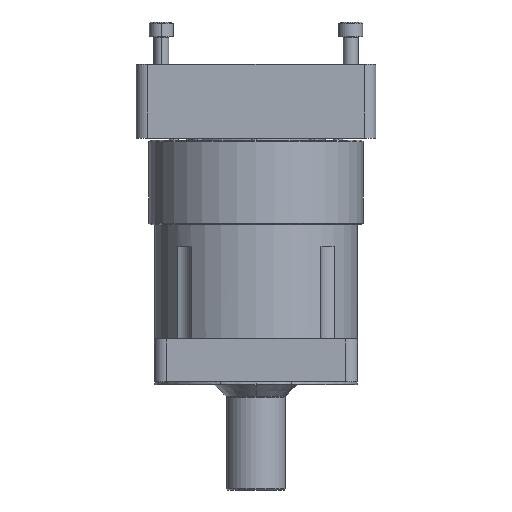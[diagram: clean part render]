
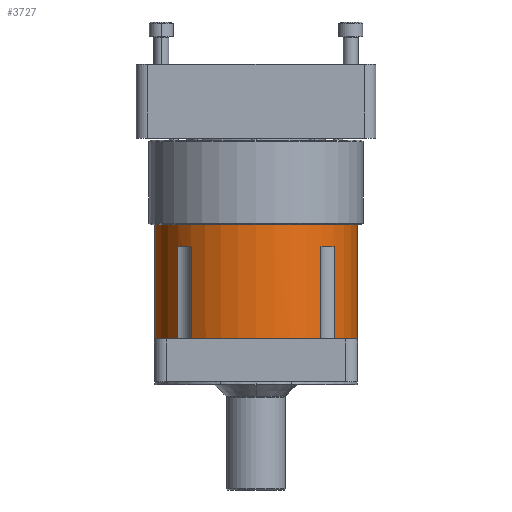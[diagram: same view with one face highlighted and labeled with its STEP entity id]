
A CAD part, front view. The second image highlights one B-rep face of the part: STEP entity #3727.
In plain terms, the highlighted cylindrical face has radius 54.997 mm (diameter 109.995 mm), a partial arc.
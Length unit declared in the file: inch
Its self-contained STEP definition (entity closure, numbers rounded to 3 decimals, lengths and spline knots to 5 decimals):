
#68 = DIRECTION ( 'NONE',  ( 0., 0., 1. ) ) ;
#102 = CARTESIAN_POINT ( 'NONE',  ( 2.16525, 0., 0.9169 ) ) ;
#128 = EDGE_CURVE ( 'NONE', #25009, #8763, #5376, .T. ) ;
#371 = VERTEX_POINT ( 'NONE', #27817 ) ;
#513 = ORIENTED_EDGE ( 'NONE', *, *, #13202, .T. ) ;
#518 = VECTOR ( 'NONE', #21071, 39.37008 ) ;
#619 = LINE ( 'NONE', #991, #2000 ) ;
#982 = EDGE_CURVE ( 'NONE', #27279, #12362, #23567, .T. ) ;
#991 = CARTESIAN_POINT ( 'NONE',  ( -2.16525, 0., 0.9169 ) ) ;
#1040 = CARTESIAN_POINT ( 'NONE',  ( 0., 0., 0.9169 ) ) ;
#1483 = AXIS2_PLACEMENT_3D ( 'NONE', #23839, #31987, #12228 ) ;
#2000 = VECTOR ( 'NONE', #32920, 39.37008 ) ;
#2462 = ORIENTED_EDGE ( 'NONE', *, *, #2998, .T. ) ;
#2643 = ORIENTED_EDGE ( 'NONE', *, *, #32877, .T. ) ;
#2836 = CARTESIAN_POINT ( 'NONE',  ( 1.66445, -1.38489, 0.9169 ) ) ;
#2998 = EDGE_CURVE ( 'NONE', #371, #27279, #10455, .T. ) ;
#3556 = AXIS2_PLACEMENT_3D ( 'NONE', #11864, #68, #26688 ) ;
#3727 = ADVANCED_FACE ( 'NONE', ( #36310 ), #21503, .T. ) ;
#4923 = ORIENTED_EDGE ( 'NONE', *, *, #14530, .T. ) ;
#5376 = CIRCLE ( 'NONE', #3556, 2.16525 ) ;
#5382 = AXIS2_PLACEMENT_3D ( 'NONE', #17270, #22256, #33831 ) ;
#6874 = CARTESIAN_POINT ( 'NONE',  ( 0., 0., 0.9169 ) ) ;
#7141 = ORIENTED_EDGE ( 'NONE', *, *, #14716, .T. ) ;
#8023 = EDGE_CURVE ( 'NONE', #21811, #17350, #8167, .T. ) ;
#8167 = CIRCLE ( 'NONE', #1483, 2.16525 ) ;
#8360 = DIRECTION ( 'NONE',  ( 1., 0., 0. ) ) ;
#8743 = VERTEX_POINT ( 'NONE', #31601 ) ;
#8763 = VERTEX_POINT ( 'NONE', #20213 ) ;
#8900 = ORIENTED_EDGE ( 'NONE', *, *, #18706, .F. ) ;
#9791 = DIRECTION ( 'NONE',  ( 0., 0., 1. ) ) ;
#10147 = AXIS2_PLACEMENT_3D ( 'NONE', #1040, #9791, #26906 ) ;
#10455 = CIRCLE ( 'NONE', #34116, 2.16525 ) ;
#10533 = CARTESIAN_POINT ( 'NONE',  ( -1.38489, -1.66445, 2.8854 ) ) ;
#10604 = CARTESIAN_POINT ( 'NONE',  ( -1.38489, -1.66445, 0.9169 ) ) ;
#10629 = VERTEX_POINT ( 'NONE', #18343 ) ;
#11755 = CARTESIAN_POINT ( 'NONE',  ( -2.16525, 0., 0.9169 ) ) ;
#11840 = EDGE_CURVE ( 'NONE', #12362, #26265, #27750, .T. ) ;
#11864 = CARTESIAN_POINT ( 'NONE',  ( 0., 0., 0.9169 ) ) ;
#12228 = DIRECTION ( 'NONE',  ( 1., 0., 0. ) ) ;
#12362 = VERTEX_POINT ( 'NONE', #36472 ) ;
#12516 = CARTESIAN_POINT ( 'NONE',  ( 1.38489, -1.66445, 0.9169 ) ) ;
#12707 = CARTESIAN_POINT ( 'NONE',  ( -1.66445, -1.38489, 0.9169 ) ) ;
#12778 = CIRCLE ( 'NONE', #37037, 2.16525 ) ;
#13202 = EDGE_CURVE ( 'NONE', #17350, #26749, #16485, .T. ) ;
#14425 = DIRECTION ( 'NONE',  ( 1., 0., 0. ) ) ;
#14530 = EDGE_CURVE ( 'NONE', #26749, #22919, #12778, .T. ) ;
#14716 = EDGE_CURVE ( 'NONE', #26265, #10629, #31903, .T. ) ;
#16485 = LINE ( 'NONE', #10604, #34503 ) ;
#16723 = CARTESIAN_POINT ( 'NONE',  ( 0., 0., 0.9169 ) ) ;
#17270 = CARTESIAN_POINT ( 'NONE',  ( 0., 0., 3.35517 ) ) ;
#17350 = VERTEX_POINT ( 'NONE', #10533 ) ;
#17473 = CARTESIAN_POINT ( 'NONE',  ( 2.16525, 0., 0.9169 ) ) ;
#17834 = LINE ( 'NONE', #12516, #518 ) ;
#18343 = CARTESIAN_POINT ( 'NONE',  ( 2.16525, 0., 3.35517 ) ) ;
#18706 = EDGE_CURVE ( 'NONE', #25009, #8743, #619, .T. ) ;
#19307 = CARTESIAN_POINT ( 'NONE',  ( -1.66445, -1.38489, 2.8854 ) ) ;
#19624 = CARTESIAN_POINT ( 'NONE',  ( -1.38489, -1.66445, 0.9169 ) ) ;
#19970 = CIRCLE ( 'NONE', #5382, 2.16525 ) ;
#20213 = CARTESIAN_POINT ( 'NONE',  ( -1.66445, -1.38489, 0.9169 ) ) ;
#20563 = VECTOR ( 'NONE', #35705, 39.37008 ) ;
#20677 = EDGE_LOOP ( 'NONE', ( #8900, #26194, #33486, #34656, #513, #4923, #31217, #2462, #33300, #30771, #7141, #2643 ) ) ;
#21071 = DIRECTION ( 'NONE',  ( 0., 0., 1. ) ) ;
#21416 = AXIS2_PLACEMENT_3D ( 'NONE', #6874, #36129, #27579 ) ;
#21503 = CYLINDRICAL_SURFACE ( 'NONE', #21416, 2.16525 ) ;
#21811 = VERTEX_POINT ( 'NONE', #19307 ) ;
#22163 = CARTESIAN_POINT ( 'NONE',  ( 1.38489, -1.66445, 0.9169 ) ) ;
#22256 = DIRECTION ( 'NONE',  ( 0., 0., -1. ) ) ;
#22582 = DIRECTION ( 'NONE',  ( 0., 0., -1. ) ) ;
#22919 = VERTEX_POINT ( 'NONE', #22163 ) ;
#23567 = LINE ( 'NONE', #2836, #24001 ) ;
#23839 = CARTESIAN_POINT ( 'NONE',  ( 0., 0., 2.8854 ) ) ;
#24001 = VECTOR ( 'NONE', #37251, 39.37008 ) ;
#24120 = LINE ( 'NONE', #12707, #20563 ) ;
#25009 = VERTEX_POINT ( 'NONE', #11755 ) ;
#25506 = VECTOR ( 'NONE', #29074, 39.37008 ) ;
#25656 = CARTESIAN_POINT ( 'NONE',  ( 0., 0., 2.8854 ) ) ;
#26194 = ORIENTED_EDGE ( 'NONE', *, *, #128, .T. ) ;
#26265 = VERTEX_POINT ( 'NONE', #102 ) ;
#26688 = DIRECTION ( 'NONE',  ( 1., 0., 0. ) ) ;
#26749 = VERTEX_POINT ( 'NONE', #19624 ) ;
#26906 = DIRECTION ( 'NONE',  ( 1., 0., 0. ) ) ;
#27279 = VERTEX_POINT ( 'NONE', #33161 ) ;
#27579 = DIRECTION ( 'NONE',  ( 1., 0., 0. ) ) ;
#27750 = CIRCLE ( 'NONE', #10147, 2.16525 ) ;
#27817 = CARTESIAN_POINT ( 'NONE',  ( 1.38489, -1.66445, 2.8854 ) ) ;
#28874 = DIRECTION ( 'NONE',  ( 0., 0., 1. ) ) ;
#29074 = DIRECTION ( 'NONE',  ( 0., 0., 1. ) ) ;
#30771 = ORIENTED_EDGE ( 'NONE', *, *, #11840, .T. ) ;
#31217 = ORIENTED_EDGE ( 'NONE', *, *, #34403, .T. ) ;
#31601 = CARTESIAN_POINT ( 'NONE',  ( -2.16525, 0., 3.35517 ) ) ;
#31903 = LINE ( 'NONE', #17473, #25506 ) ;
#31987 = DIRECTION ( 'NONE',  ( 0., 0., 1. ) ) ;
#32877 = EDGE_CURVE ( 'NONE', #10629, #8743, #19970, .T. ) ;
#32920 = DIRECTION ( 'NONE',  ( 0., 0., 1. ) ) ;
#33000 = EDGE_CURVE ( 'NONE', #8763, #21811, #24120, .T. ) ;
#33161 = CARTESIAN_POINT ( 'NONE',  ( 1.66445, -1.38489, 2.8854 ) ) ;
#33300 = ORIENTED_EDGE ( 'NONE', *, *, #982, .T. ) ;
#33486 = ORIENTED_EDGE ( 'NONE', *, *, #33000, .T. ) ;
#33831 = DIRECTION ( 'NONE',  ( 1., 0., 0. ) ) ;
#34116 = AXIS2_PLACEMENT_3D ( 'NONE', #25656, #28874, #14425 ) ;
#34403 = EDGE_CURVE ( 'NONE', #22919, #371, #17834, .T. ) ;
#34503 = VECTOR ( 'NONE', #22582, 39.37008 ) ;
#34656 = ORIENTED_EDGE ( 'NONE', *, *, #8023, .T. ) ;
#35705 = DIRECTION ( 'NONE',  ( 0., 0., 1. ) ) ;
#36129 = DIRECTION ( 'NONE',  ( 0., 0., 1. ) ) ;
#36310 = FACE_OUTER_BOUND ( 'NONE', #20677, .T. ) ;
#36472 = CARTESIAN_POINT ( 'NONE',  ( 1.66445, -1.38489, 0.9169 ) ) ;
#36692 = DIRECTION ( 'NONE',  ( 0., 0., 1. ) ) ;
#37037 = AXIS2_PLACEMENT_3D ( 'NONE', #16723, #36692, #8360 ) ;
#37251 = DIRECTION ( 'NONE',  ( 0., 0., -1. ) ) ;
